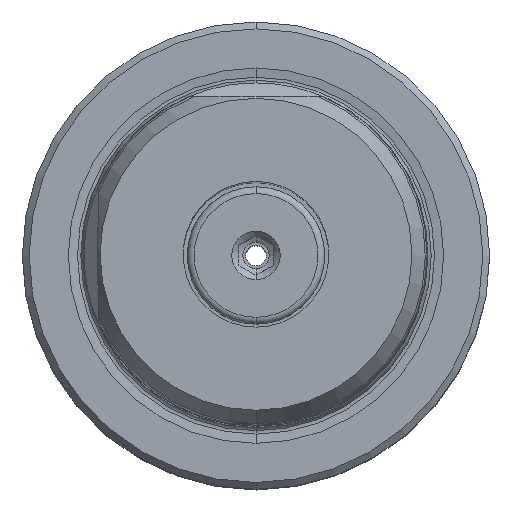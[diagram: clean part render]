
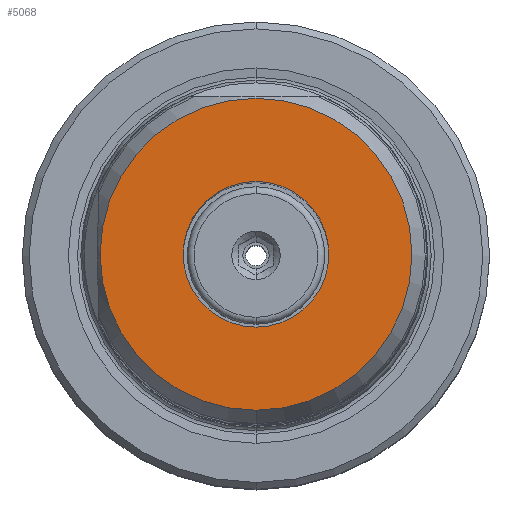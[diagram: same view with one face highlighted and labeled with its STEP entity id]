
A CAD part, top view. The second image highlights one B-rep face of the part: STEP entity #5068.
In plain terms, the highlighted planar face has unit normal (0, 0, 1).
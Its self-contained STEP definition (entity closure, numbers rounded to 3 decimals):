
#2028=CARTESIAN_POINT('',(0,0,0));
#2029=DIRECTION('',(0,0,1));
#2030=DIRECTION('',(0,1,0));
#2031=AXIS2_PLACEMENT_3D('',#2028,#2029,#2030);
#2033=CARTESIAN_POINT('',(0,0,0));
#2034=DIRECTION('',(0,0,-1));
#2035=DIRECTION('',(0,1,0));
#2036=AXIS2_PLACEMENT_3D('',#2033,#2034,#2035);
#2038=CARTESIAN_POINT('',(0,0,0));
#2039=DIRECTION('',(0,0,-1));
#2040=DIRECTION('',(0,1,0));
#2041=AXIS2_PLACEMENT_3D('',#2038,#2039,#2040);
#2043=CARTESIAN_POINT('',(0,0,0));
#2044=DIRECTION('',(0,0,-1));
#2045=DIRECTION('',(0,-1,0));
#2046=AXIS2_PLACEMENT_3D('',#2043,#2044,#2045);
#2300=CARTESIAN_POINT('',(0,-11.343,0));
#2302=VERTEX_POINT('',#2300);
#2303=CARTESIAN_POINT('',(0,11.343,0));
#2304=VERTEX_POINT('',#2303);
#2371=CARTESIAN_POINT('',(0,5.3,0));
#2372=CARTESIAN_POINT('',(0,-5.3,0));
#2373=VERTEX_POINT('',#2371);
#2374=VERTEX_POINT('',#2372);
#5053=CARTESIAN_POINT('',(0,0,0));
#5054=DIRECTION('',(0,0,-1));
#5055=DIRECTION('',(0,-1,0));
#5056=AXIS2_PLACEMENT_3D('',#5053,#5054,#5055);
#5057=PLANE('',#5056);
#5058=ORIENTED_EDGE('',*,*,#4925,.F.);
#5059=ORIENTED_EDGE('',*,*,#5047,.T.);
#5060=EDGE_LOOP('',(#5058,#5059));
#5061=FACE_OUTER_BOUND('',#5060,.F.);
#5063=ORIENTED_EDGE('',*,*,#5062,.F.);
#5065=ORIENTED_EDGE('',*,*,#5064,.F.);
#5066=EDGE_LOOP('',(#5063,#5065));
#5067=FACE_BOUND('',#5066,.F.);
#5068=ADVANCED_FACE('',(#5061,#5067),#5057,.F.);
#2032=CIRCLE('',#2031,11.343);
#2037=CIRCLE('',#2036,11.343);
#2042=CIRCLE('',#2041,5.3);
#2047=CIRCLE('',#2046,5.3);
#4925=EDGE_CURVE('',#2304,#2302,#2032,.T.);
#5047=EDGE_CURVE('',#2304,#2302,#2037,.T.);
#5062=EDGE_CURVE('',#2373,#2374,#2042,.T.);
#5064=EDGE_CURVE('',#2374,#2373,#2047,.T.);
